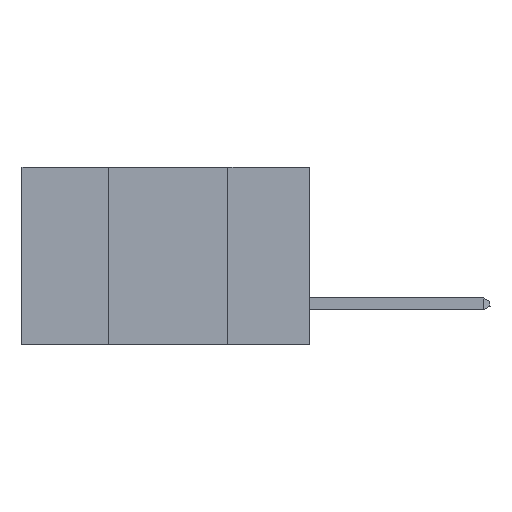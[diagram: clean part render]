
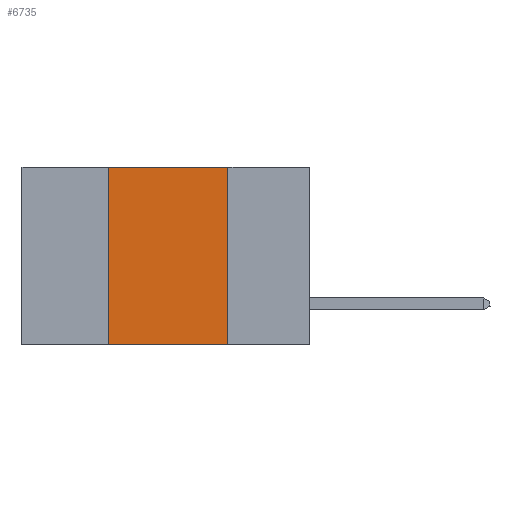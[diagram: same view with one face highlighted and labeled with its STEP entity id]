
A CAD part, left-side view. The second image highlights one B-rep face of the part: STEP entity #6735.
In plain terms, the highlighted planar face has unit normal (-1, 0, 0).
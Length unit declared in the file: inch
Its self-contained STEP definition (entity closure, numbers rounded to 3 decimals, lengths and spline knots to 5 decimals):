
#8 = DIRECTION ( 'NONE',  ( 0., 0., -1. ) ) ;
#222 = VECTOR ( 'NONE', #14234, 39.37008 ) ;
#521 = VECTOR ( 'NONE', #13768, 39.37008 ) ;
#1554 = EDGE_CURVE ( 'NONE', #20438, #9559, #18943, .T. ) ;
#1646 = CARTESIAN_POINT ( 'NONE',  ( 0., 0.17, 0. ) ) ;
#1955 = DIRECTION ( 'NONE',  ( 1., 0., 0. ) ) ;
#2098 = CARTESIAN_POINT ( 'NONE',  ( 0., 0.42, -0.37 ) ) ;
#3479 = FACE_OUTER_BOUND ( 'NONE', #5345, .T. ) ;
#4114 = CARTESIAN_POINT ( 'NONE',  ( 0., 0.6, -0.37 ) ) ;
#5199 = ORIENTED_EDGE ( 'NONE', *, *, #1554, .F. ) ;
#5345 = EDGE_LOOP ( 'NONE', ( #22351, #18761, #5199, #12079 ) ) ;
#6735 = ADVANCED_FACE ( 'NONE', ( #3479 ), #15734, .F. ) ;
#8275 = VECTOR ( 'NONE', #16181, 39.37008 ) ;
#8423 = CARTESIAN_POINT ( 'NONE',  ( 0., 0.42, 0. ) ) ;
#8799 = VERTEX_POINT ( 'NONE', #12772 ) ;
#8948 = CARTESIAN_POINT ( 'NONE',  ( 0., 0.17, 0. ) ) ;
#8982 = VERTEX_POINT ( 'NONE', #8948 ) ;
#9559 = VERTEX_POINT ( 'NONE', #17962 ) ;
#9808 = EDGE_CURVE ( 'NONE', #8982, #8799, #21659, .T. ) ;
#11440 = LINE ( 'NONE', #4114, #17403 ) ;
#12001 = EDGE_CURVE ( 'NONE', #9559, #8982, #15853, .T. ) ;
#12079 = ORIENTED_EDGE ( 'NONE', *, *, #19520, .T. ) ;
#12772 = CARTESIAN_POINT ( 'NONE',  ( 0., 0.17, -0.37 ) ) ;
#12897 = CARTESIAN_POINT ( 'NONE',  ( 0., 0.6, 0. ) ) ;
#13768 = DIRECTION ( 'NONE',  ( 0., 0., 1. ) ) ;
#14234 = DIRECTION ( 'NONE',  ( 0., 0., -1. ) ) ;
#15734 = PLANE ( 'NONE',  #21471 ) ;
#15853 = LINE ( 'NONE', #12897, #8275 ) ;
#16181 = DIRECTION ( 'NONE',  ( 0., -1., 0. ) ) ;
#17403 = VECTOR ( 'NONE', #17775, 39.37008 ) ;
#17488 = CARTESIAN_POINT ( 'NONE',  ( 0., 0.6, 0. ) ) ;
#17775 = DIRECTION ( 'NONE',  ( 0., -1., 0. ) ) ;
#17962 = CARTESIAN_POINT ( 'NONE',  ( 0., 0.42, 0. ) ) ;
#18761 = ORIENTED_EDGE ( 'NONE', *, *, #12001, .F. ) ;
#18943 = LINE ( 'NONE', #8423, #521 ) ;
#19520 = EDGE_CURVE ( 'NONE', #20438, #8799, #11440, .T. ) ;
#20438 = VERTEX_POINT ( 'NONE', #2098 ) ;
#21471 = AXIS2_PLACEMENT_3D ( 'NONE', #17488, #1955, #8 ) ;
#21659 = LINE ( 'NONE', #1646, #222 ) ;
#22351 = ORIENTED_EDGE ( 'NONE', *, *, #9808, .F. ) ;
